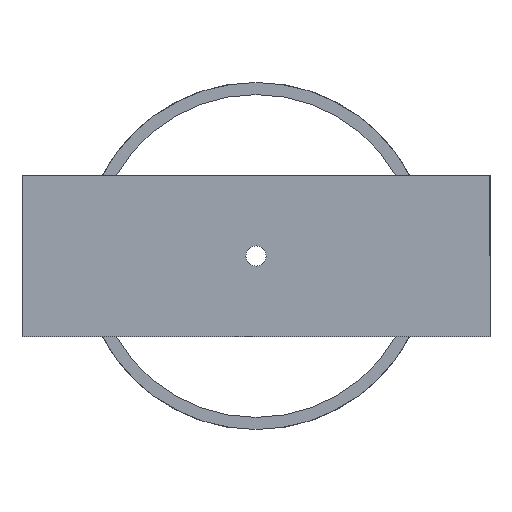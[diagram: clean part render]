
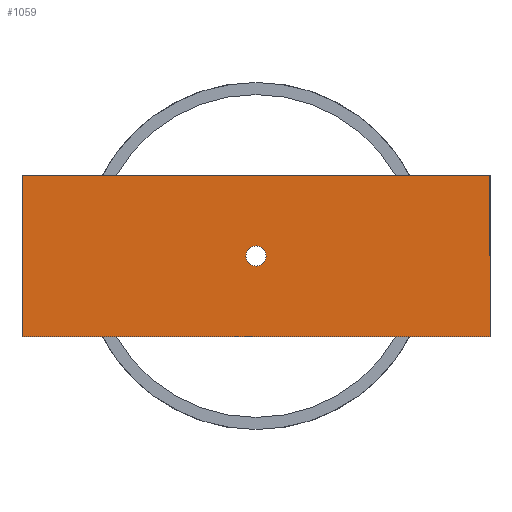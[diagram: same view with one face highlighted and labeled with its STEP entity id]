
A CAD part, front view. The second image highlights one B-rep face of the part: STEP entity #1059.
In plain terms, the highlighted planar face has unit normal (0, -1, 0).
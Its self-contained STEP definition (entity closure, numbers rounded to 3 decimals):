
#15 = CARTESIAN_POINT ( 'NONE',  ( 0., 0., -2.5 ) ) ;
#28 = VERTEX_POINT ( 'NONE', #744 ) ;
#46 = DIRECTION ( 'NONE',  ( 0., 0., 1. ) ) ;
#47 = VECTOR ( 'NONE', #395, 1000. ) ;
#61 = EDGE_CURVE ( 'NONE', #1071, #28, #257, .T. ) ;
#67 = EDGE_CURVE ( 'NONE', #492, #282, #921, .T. ) ;
#73 = EDGE_LOOP ( 'NONE', ( #246, #645 ) ) ;
#77 = DIRECTION ( 'NONE',  ( 1., 0., 0. ) ) ;
#131 = CARTESIAN_POINT ( 'NONE',  ( 0., 0., 2.5 ) ) ;
#137 = LINE ( 'NONE', #1006, #47 ) ;
#163 = AXIS2_PLACEMENT_3D ( 'NONE', #469, #806, #46 ) ;
#176 = LINE ( 'NONE', #864, #923 ) ;
#178 = ORIENTED_EDGE ( 'NONE', *, *, #1067, .F. ) ;
#198 = AXIS2_PLACEMENT_3D ( 'NONE', #447, #610, #959 ) ;
#221 = AXIS2_PLACEMENT_3D ( 'NONE', #434, #768, #630 ) ;
#243 = ORIENTED_EDGE ( 'NONE', *, *, #61, .F. ) ;
#246 = ORIENTED_EDGE ( 'NONE', *, *, #554, .T. ) ;
#257 = LINE ( 'NONE', #599, #288 ) ;
#282 = VERTEX_POINT ( 'NONE', #131 ) ;
#288 = VECTOR ( 'NONE', #77, 1000. ) ;
#395 = DIRECTION ( 'NONE',  ( 0., 0., 1. ) ) ;
#427 = FACE_OUTER_BOUND ( 'NONE', #901, .T. ) ;
#434 = CARTESIAN_POINT ( 'NONE',  ( 0., 0., 0. ) ) ;
#440 = EDGE_CURVE ( 'NONE', #28, #883, #176, .T. ) ;
#442 = DIRECTION ( 'NONE',  ( 0., 0., -1. ) ) ;
#447 = CARTESIAN_POINT ( 'NONE',  ( 0., 0., 0. ) ) ;
#469 = CARTESIAN_POINT ( 'NONE',  ( 0., 0., 0. ) ) ;
#492 = VERTEX_POINT ( 'NONE', #15 ) ;
#507 = EDGE_CURVE ( 'NONE', #609, #1071, #137, .T. ) ;
#554 = EDGE_CURVE ( 'NONE', #282, #492, #647, .T. ) ;
#599 = CARTESIAN_POINT ( 'NONE',  ( -58., 0., 20. ) ) ;
#609 = VERTEX_POINT ( 'NONE', #833 ) ;
#610 = DIRECTION ( 'NONE',  ( 0., 1., 0. ) ) ;
#630 = DIRECTION ( 'NONE',  ( 0., 0., 1. ) ) ;
#645 = ORIENTED_EDGE ( 'NONE', *, *, #67, .T. ) ;
#647 = CIRCLE ( 'NONE', #163, 2.5 ) ;
#674 = FACE_BOUND ( 'NONE', #73, .T. ) ;
#677 = DIRECTION ( 'NONE',  ( -1., 0., 0. ) ) ;
#744 = CARTESIAN_POINT ( 'NONE',  ( 58., 0., 20. ) ) ;
#768 = DIRECTION ( 'NONE',  ( 0., 1., 0. ) ) ;
#777 = PLANE ( 'NONE',  #198 ) ;
#782 = LINE ( 'NONE', #1114, #790 ) ;
#783 = ORIENTED_EDGE ( 'NONE', *, *, #440, .F. ) ;
#790 = VECTOR ( 'NONE', #677, 1000. ) ;
#806 = DIRECTION ( 'NONE',  ( 0., 1., 0. ) ) ;
#833 = CARTESIAN_POINT ( 'NONE',  ( -58., 0., -20. ) ) ;
#864 = CARTESIAN_POINT ( 'NONE',  ( 58., 0., -20. ) ) ;
#883 = VERTEX_POINT ( 'NONE', #1078 ) ;
#901 = EDGE_LOOP ( 'NONE', ( #783, #243, #1062, #178 ) ) ;
#921 = CIRCLE ( 'NONE', #221, 2.5 ) ;
#923 = VECTOR ( 'NONE', #442, 1000. ) ;
#959 = DIRECTION ( 'NONE',  ( 0., 0., 1. ) ) ;
#1006 = CARTESIAN_POINT ( 'NONE',  ( -58., 0., -20. ) ) ;
#1023 = CARTESIAN_POINT ( 'NONE',  ( -58., 0., 20. ) ) ;
#1059 = ADVANCED_FACE ( 'NONE', ( #674, #427 ), #777, .F. ) ;
#1062 = ORIENTED_EDGE ( 'NONE', *, *, #507, .F. ) ;
#1067 = EDGE_CURVE ( 'NONE', #883, #609, #782, .T. ) ;
#1071 = VERTEX_POINT ( 'NONE', #1023 ) ;
#1078 = CARTESIAN_POINT ( 'NONE',  ( 58., 0., -20. ) ) ;
#1114 = CARTESIAN_POINT ( 'NONE',  ( -58., 0., -20. ) ) ;
